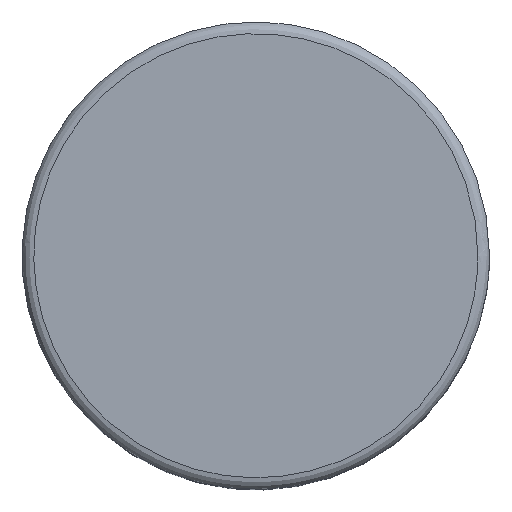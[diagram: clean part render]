
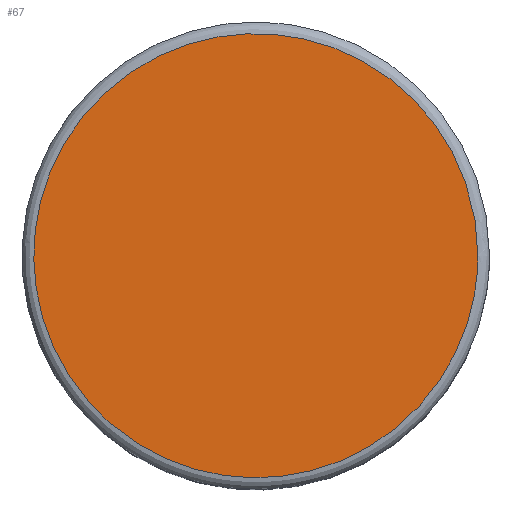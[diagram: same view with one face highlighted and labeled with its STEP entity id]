
A CAD part, top view. The second image highlights one B-rep face of the part: STEP entity #67.
In plain terms, the highlighted planar face has unit normal (0, 0, 1).
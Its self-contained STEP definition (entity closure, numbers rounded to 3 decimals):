
#67=ADVANCED_FACE('',(#144),#1094,.T.);
#144=FACE_OUTER_BOUND('',#225,.T.);
#225=EDGE_LOOP('',(#424));
#424=ORIENTED_EDGE('',*,*,#696,.T.);
#696=EDGE_CURVE('',#1014,#1014,#830,.T.);
#830=(
BOUNDED_CURVE()
B_SPLINE_CURVE(2,(#8007,#8008,#8009,#8010,#8011,#8012,#8013,#8014,#8015),
 .UNSPECIFIED.,.T.,.F.)
B_SPLINE_CURVE_WITH_KNOTS((3,2,2,2,3),(0.,7.461,14.922,
22.383,29.844),.UNSPECIFIED.)
CURVE()
GEOMETRIC_REPRESENTATION_ITEM()
RATIONAL_B_SPLINE_CURVE((1.,0.707,1.,0.707,1.,0.707,
1.,0.707,1.))
REPRESENTATION_ITEM('')
);
#1014=VERTEX_POINT('',#7865);
#1094=PLANE('',#1271);
#1271=AXIS2_PLACEMENT_3D('',#7812,#1345,$);
#1345=DIRECTION('',(0.,0.,1.));
#7812=CARTESIAN_POINT('',(-6.25,-6.25,21.));
#7865=CARTESIAN_POINT('',(4.75,0.,21.));
#8007=CARTESIAN_POINT('',(4.75,0.,21.));
#8008=CARTESIAN_POINT('',(4.75,4.75,21.));
#8009=CARTESIAN_POINT('',(0.,4.75,21.));
#8010=CARTESIAN_POINT('',(-4.75,4.75,21.));
#8011=CARTESIAN_POINT('',(-4.75,0.,21.));
#8012=CARTESIAN_POINT('',(-4.75,-4.75,21.));
#8013=CARTESIAN_POINT('',(0.,-4.75,21.));
#8014=CARTESIAN_POINT('',(4.75,-4.75,21.));
#8015=CARTESIAN_POINT('',(4.75,0.,21.));
